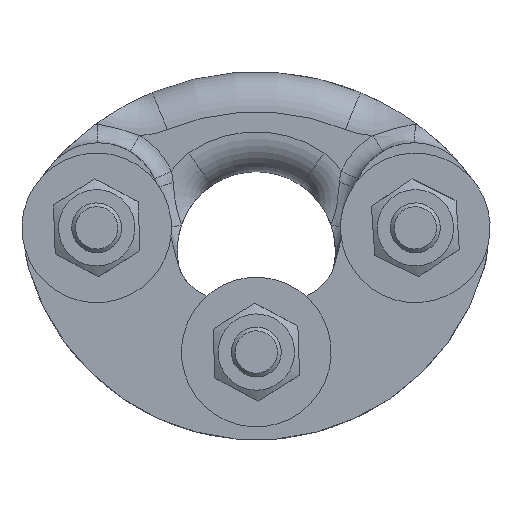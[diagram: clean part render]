
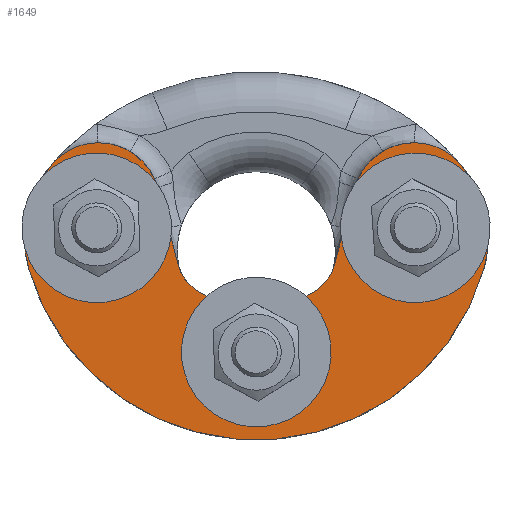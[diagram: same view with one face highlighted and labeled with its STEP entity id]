
A CAD part, front view. The second image highlights one B-rep face of the part: STEP entity #1649.
In plain terms, the highlighted planar face has unit normal (0, -1, 0).
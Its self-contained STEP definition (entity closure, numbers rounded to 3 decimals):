
#171=LINE('',#3427,#227);
#172=LINE('',#3431,#228);
#227=VECTOR('',#2275,10.);
#228=VECTOR('',#2280,10.);
#290=FACE_BOUND('',#485,.T.);
#291=FACE_BOUND('',#486,.T.);
#292=FACE_BOUND('',#487,.T.);
#369=FACE_OUTER_BOUND('',#484,.T.);
#484=EDGE_LOOP('',(#1405,#1406,#1407,#1408,#1409,#1410,#1411,#1412,#1413,
#1414));
#485=EDGE_LOOP('',(#1415));
#486=EDGE_LOOP('',(#1416));
#487=EDGE_LOOP('',(#1417,#1418));
#527=CIRCLE('',#1724,5.);
#562=CIRCLE('',#1795,5.);
#565=CIRCLE('',#1802,5.25);
#566=CIRCLE('',#1803,5.25);
#569=CIRCLE('',#1815,8.75);
#579=CIRCLE('',#1840,22.5);
#580=CIRCLE('',#1842,47.5);
#581=CIRCLE('',#1844,8.75);
#582=CIRCLE('',#1846,21.25);
#583=CIRCLE('',#1848,22.5);
#587=CIRCLE('',#1854,12.298);
#588=CIRCLE('',#1855,12.298);
#645=VERTEX_POINT('',#2479);
#704=VERTEX_POINT('',#2707);
#707=VERTEX_POINT('',#2720);
#708=VERTEX_POINT('',#2721);
#721=VERTEX_POINT('',#2951);
#722=VERTEX_POINT('',#2953);
#744=VERTEX_POINT('',#3339);
#745=VERTEX_POINT('',#3341);
#747=VERTEX_POINT('',#3347);
#748=VERTEX_POINT('',#3351);
#749=VERTEX_POINT('',#3353);
#752=VERTEX_POINT('',#3372);
#759=VERTEX_POINT('',#3426);
#760=VERTEX_POINT('',#3429);
#819=EDGE_CURVE('',#645,#645,#527,.T.);
#904=EDGE_CURVE('',#704,#704,#562,.T.);
#910=EDGE_CURVE('',#707,#708,#565,.T.);
#911=EDGE_CURVE('',#708,#707,#566,.T.);
#930=EDGE_CURVE('',#722,#721,#569,.T.);
#963=EDGE_CURVE('',#745,#744,#579,.T.);
#967=EDGE_CURVE('',#744,#747,#580,.T.);
#969=EDGE_CURVE('',#749,#748,#581,.T.);
#972=EDGE_CURVE('',#748,#722,#582,.T.);
#975=EDGE_CURVE('',#747,#752,#583,.T.);
#983=EDGE_CURVE('',#721,#759,#171,.T.);
#984=EDGE_CURVE('',#759,#745,#587,.T.);
#985=EDGE_CURVE('',#752,#760,#588,.T.);
#986=EDGE_CURVE('',#760,#749,#172,.T.);
#1405=ORIENTED_EDGE('',*,*,#969,.T.);
#1406=ORIENTED_EDGE('',*,*,#972,.T.);
#1407=ORIENTED_EDGE('',*,*,#930,.T.);
#1408=ORIENTED_EDGE('',*,*,#983,.T.);
#1409=ORIENTED_EDGE('',*,*,#984,.T.);
#1410=ORIENTED_EDGE('',*,*,#963,.T.);
#1411=ORIENTED_EDGE('',*,*,#967,.T.);
#1412=ORIENTED_EDGE('',*,*,#975,.T.);
#1413=ORIENTED_EDGE('',*,*,#985,.T.);
#1414=ORIENTED_EDGE('',*,*,#986,.T.);
#1415=ORIENTED_EDGE('',*,*,#819,.T.);
#1416=ORIENTED_EDGE('',*,*,#904,.T.);
#1417=ORIENTED_EDGE('',*,*,#910,.T.);
#1418=ORIENTED_EDGE('',*,*,#911,.T.);
#1567=PLANE('',#1853);
#1649=ADVANCED_FACE('',(#369,#290,#291,#292),#1567,.T.);
#1724=AXIS2_PLACEMENT_3D('',#2480,#1973,#1974);
#1795=AXIS2_PLACEMENT_3D('',#2708,#2141,#2142);
#1802=AXIS2_PLACEMENT_3D('',#2722,#2158,#2159);
#1803=AXIS2_PLACEMENT_3D('',#2723,#2160,#2161);
#1815=AXIS2_PLACEMENT_3D('',#2954,#2187,#2188);
#1840=AXIS2_PLACEMENT_3D('',#3342,#2240,#2241);
#1842=AXIS2_PLACEMENT_3D('',#3349,#2247,#2248);
#1844=AXIS2_PLACEMENT_3D('',#3354,#2252,#2253);
#1846=AXIS2_PLACEMENT_3D('',#3368,#2257,#2258);
#1848=AXIS2_PLACEMENT_3D('',#3374,#2263,#2264);
#1853=AXIS2_PLACEMENT_3D('',#3425,#2273,#2274);
#1854=AXIS2_PLACEMENT_3D('',#3428,#2276,#2277);
#1855=AXIS2_PLACEMENT_3D('',#3430,#2278,#2279);
#1973=DIRECTION('center_axis',(0.,1.,0.));
#1974=DIRECTION('ref_axis',(0.973,0.,0.23));
#2141=DIRECTION('center_axis',(0.,1.,0.));
#2142=DIRECTION('ref_axis',(0.556,0.,0.832));
#2158=DIRECTION('center_axis',(0.,1.,0.));
#2159=DIRECTION('ref_axis',(0.,0.,-1.));
#2160=DIRECTION('center_axis',(0.,1.,0.));
#2161=DIRECTION('ref_axis',(0.,0.,-1.));
#2187=DIRECTION('center_axis',(0.,1.,0.));
#2188=DIRECTION('ref_axis',(0.966,0.,0.258));
#2240=DIRECTION('center_axis',(0.,-1.,0.));
#2241=DIRECTION('ref_axis',(-0.748,0.,0.664));
#2247=DIRECTION('center_axis',(0.,-1.,0.));
#2248=DIRECTION('ref_axis',(-0.96,0.,-0.281));
#2252=DIRECTION('center_axis',(0.,1.,0.));
#2253=DIRECTION('ref_axis',(-0.573,0.,0.819));
#2257=DIRECTION('center_axis',(0.,1.,0.));
#2258=DIRECTION('ref_axis',(0.573,0.,0.819));
#2263=DIRECTION('center_axis',(0.,-1.,0.));
#2264=DIRECTION('ref_axis',(0.96,0.,-0.281));
#2273=DIRECTION('center_axis',(0.,-1.,0.));
#2274=DIRECTION('ref_axis',(0.,0.,-1.));
#2275=DIRECTION('',(-0.258,0.,0.966));
#2276=DIRECTION('center_axis',(0.,-1.,0.));
#2277=DIRECTION('ref_axis',(0.966,0.,0.258));
#2278=DIRECTION('center_axis',(0.,-1.,0.));
#2279=DIRECTION('ref_axis',(0.748,0.,0.664));
#2280=DIRECTION('',(-0.258,0.,-0.966));
#2479=CARTESIAN_POINT('',(-36.866,0.,-1.15));
#2480=CARTESIAN_POINT('Origin',(-32.,0.,0.));
#2707=CARTESIAN_POINT('',(29.097,0.,-4.158));
#2708=CARTESIAN_POINT('Origin',(31.875,0.,0.));
#2720=CARTESIAN_POINT('',(0.,0.,-30.15));
#2721=CARTESIAN_POINT('',(0.,0.,-19.65));
#2722=CARTESIAN_POINT('Origin',(0.,0.,-24.9));
#2723=CARTESIAN_POINT('Origin',(0.,0.,-24.9));
#2951=CARTESIAN_POINT('',(-15.623,0.,-7.496));
#2953=CARTESIAN_POINT('',(-12.186,0.,-12.409));
#2954=CARTESIAN_POINT('Origin',(-7.168,0.,
-5.24));
#3339=CARTESIAN_POINT('',(-45.588,0.,-8.342));
#3341=CARTESIAN_POINT('',(-40.813,0.,12.922));
#3342=CARTESIAN_POINT('Origin',(-23.994,0.,
-2.022));
#3347=CARTESIAN_POINT('',(45.588,0.,-8.342));
#3349=CARTESIAN_POINT('Origin',(0.,0.,
5.));
#3351=CARTESIAN_POINT('',(12.186,0.,-12.409));
#3353=CARTESIAN_POINT('',(15.623,0.,-7.496));
#3354=CARTESIAN_POINT('Origin',(7.168,0.,-5.24));
#3368=CARTESIAN_POINT('Origin',(0.,0.,
5.));
#3372=CARTESIAN_POINT('',(40.813,0.,12.922));
#3374=CARTESIAN_POINT('Origin',(23.994,0.,
-2.022));
#3425=CARTESIAN_POINT('Origin',(0.,0.,-11.048));
#3426=CARTESIAN_POINT('',(-19.737,0.,7.924));
#3427=CARTESIAN_POINT('',(-15.623,0.,-7.496));
#3428=CARTESIAN_POINT('Origin',(-31.62,0.,
4.754));
#3429=CARTESIAN_POINT('',(19.737,0.,7.924));
#3430=CARTESIAN_POINT('Origin',(31.62,0.,
4.754));
#3431=CARTESIAN_POINT('',(19.737,0.,7.924));
